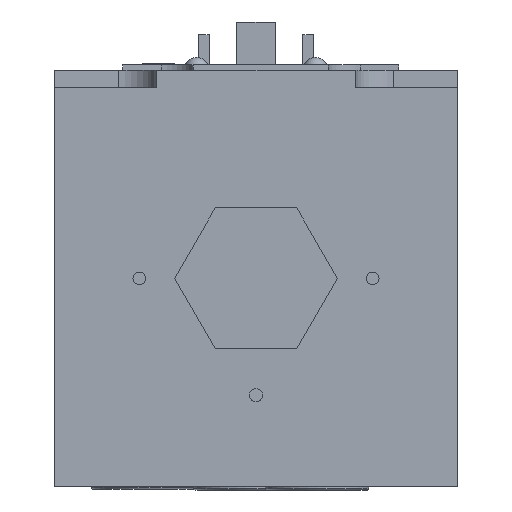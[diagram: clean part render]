
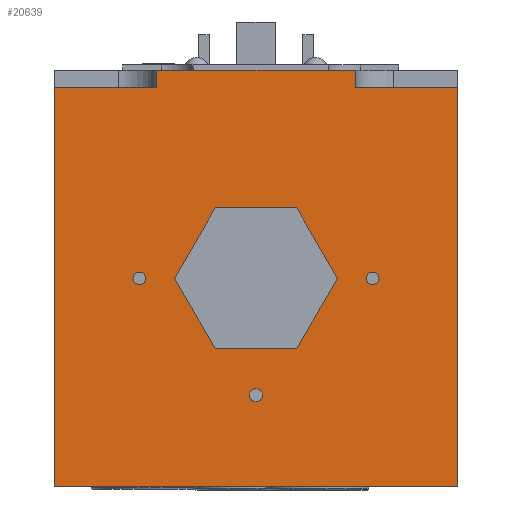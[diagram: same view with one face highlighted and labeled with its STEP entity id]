
A CAD part, left-side view. The second image highlights one B-rep face of the part: STEP entity #20639.
In plain terms, the highlighted planar face has unit normal (-1, 0, 0).
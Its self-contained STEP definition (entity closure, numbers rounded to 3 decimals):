
#1309=FACE_BOUND('',#3602,.T.);
#1310=FACE_BOUND('',#3603,.T.);
#1311=FACE_BOUND('',#3604,.T.);
#1312=FACE_BOUND('',#3605,.T.);
#1474=PLANE('',#21908);
#2520=FACE_OUTER_BOUND('',#3601,.T.);
#3601=EDGE_LOOP('',(#15625,#15626,#15627,#15628,#15629,#15630,#15631,#15632));
#3602=EDGE_LOOP('',(#15633));
#3603=EDGE_LOOP('',(#15634));
#3604=EDGE_LOOP('',(#15635));
#3605=EDGE_LOOP('',(#15636));
#4611=LINE('',#28455,#7146);
#4614=LINE('',#28461,#7149);
#4808=LINE('',#28847,#7343);
#4830=LINE('',#28883,#7365);
#4831=LINE('',#28885,#7366);
#4841=LINE('',#28904,#7376);
#4845=LINE('',#28913,#7380);
#4846=LINE('',#28914,#7381);
#7146=VECTOR('',#23411,1.);
#7149=VECTOR('',#23416,1.);
#7343=VECTOR('',#23758,1.);
#7365=VECTOR('',#23784,1.);
#7366=VECTOR('',#23787,1.);
#7376=VECTOR('',#23801,1.);
#7380=VECTOR('',#23813,1.);
#7381=VECTOR('',#23814,1.);
#9598=CIRCLE('',#21555,10.25);
#9671=CIRCLE('',#21665,1.);
#9673=CIRCLE('',#21668,1.);
#9675=CIRCLE('',#21671,1.);
#9792=VERTEX_POINT('',#27637);
#9868=VERTEX_POINT('',#27857);
#9870=VERTEX_POINT('',#27863);
#9872=VERTEX_POINT('',#27869);
#10006=VERTEX_POINT('',#28452);
#10007=VERTEX_POINT('',#28454);
#10009=VERTEX_POINT('',#28459);
#10126=VERTEX_POINT('',#28844);
#10127=VERTEX_POINT('',#28846);
#10139=VERTEX_POINT('',#28881);
#10146=VERTEX_POINT('',#28903);
#10147=VERTEX_POINT('',#28912);
#11736=EDGE_CURVE('',#9792,#9792,#9598,.T.);
#11843=EDGE_CURVE('',#9868,#9868,#9671,.T.);
#11846=EDGE_CURVE('',#9870,#9870,#9673,.T.);
#11849=EDGE_CURVE('',#9872,#9872,#9675,.T.);
#12025=EDGE_CURVE('',#10007,#10006,#4611,.T.);
#12028=EDGE_CURVE('',#10009,#10006,#4614,.T.);
#12222=EDGE_CURVE('',#10126,#10127,#4808,.T.);
#12244=EDGE_CURVE('',#10009,#10139,#4830,.T.);
#12245=EDGE_CURVE('',#10139,#10127,#4831,.T.);
#12255=EDGE_CURVE('',#10007,#10146,#4841,.T.);
#12259=EDGE_CURVE('',#10126,#10147,#4845,.T.);
#12260=EDGE_CURVE('',#10147,#10146,#4846,.T.);
#15625=ORIENTED_EDGE('',*,*,#12259,.T.);
#15626=ORIENTED_EDGE('',*,*,#12260,.T.);
#15627=ORIENTED_EDGE('',*,*,#12255,.F.);
#15628=ORIENTED_EDGE('',*,*,#12025,.T.);
#15629=ORIENTED_EDGE('',*,*,#12028,.F.);
#15630=ORIENTED_EDGE('',*,*,#12244,.T.);
#15631=ORIENTED_EDGE('',*,*,#12245,.T.);
#15632=ORIENTED_EDGE('',*,*,#12222,.F.);
#15633=ORIENTED_EDGE('',*,*,#11736,.T.);
#15634=ORIENTED_EDGE('',*,*,#11843,.T.);
#15635=ORIENTED_EDGE('',*,*,#11846,.T.);
#15636=ORIENTED_EDGE('',*,*,#11849,.T.);
#20639=ADVANCED_FACE('',(#2520,#1309,#1310,#1311,#1312),#1474,.F.);
#21555=AXIS2_PLACEMENT_3D('',#27638,#22779,#22780);
#21665=AXIS2_PLACEMENT_3D('',#27858,#23033,#23034);
#21668=AXIS2_PLACEMENT_3D('',#27864,#23040,#23041);
#21671=AXIS2_PLACEMENT_3D('',#27870,#23047,#23048);
#21908=AXIS2_PLACEMENT_3D('',#28911,#23811,#23812);
#22779=DIRECTION('center_axis',(1.,0.,0.));
#22780=DIRECTION('ref_axis',(0.,1.,0.));
#23033=DIRECTION('center_axis',(1.,0.,0.));
#23034=DIRECTION('ref_axis',(0.,1.,0.));
#23040=DIRECTION('center_axis',(1.,0.,0.));
#23041=DIRECTION('ref_axis',(0.,1.,0.));
#23047=DIRECTION('center_axis',(1.,0.,0.));
#23048=DIRECTION('ref_axis',(0.,1.,0.));
#23411=DIRECTION('',(0.,-1.,0.));
#23416=DIRECTION('',(0.,0.,-1.));
#23758=DIRECTION('',(0.,-1.,0.));
#23784=DIRECTION('',(0.,1.,0.));
#23787=DIRECTION('',(0.,0.,1.));
#23801=DIRECTION('',(0.,0.,1.));
#23811=DIRECTION('center_axis',(1.,0.,0.));
#23812=DIRECTION('ref_axis',(0.,1.,0.));
#23813=DIRECTION('',(0.,0.,-1.));
#23814=DIRECTION('',(0.,1.,0.));
#27637=CARTESIAN_POINT('',(-7.5,-33.25,32.5));
#27638=CARTESIAN_POINT('Origin',(-7.5,-23.,32.5));
#27857=CARTESIAN_POINT('',(-7.5,-42.2,32.5));
#27858=CARTESIAN_POINT('Origin',(-7.5,-41.2,32.5));
#27863=CARTESIAN_POINT('',(-7.5,-5.8,32.5));
#27864=CARTESIAN_POINT('Origin',(-7.5,-4.8,32.5));
#27869=CARTESIAN_POINT('',(-7.5,-24.,14.3));
#27870=CARTESIAN_POINT('Origin',(-7.5,-23.,14.3));
#28452=CARTESIAN_POINT('',(-7.5,-54.5,0.));
#28454=CARTESIAN_POINT('',(-7.5,8.5,0.));
#28455=CARTESIAN_POINT('',(-7.5,-23.,0.));
#28459=CARTESIAN_POINT('',(-7.5,-54.5,62.25));
#28461=CARTESIAN_POINT('',(-7.5,-54.5,32.5));
#28844=CARTESIAN_POINT('',(-7.5,-7.5,65.));
#28846=CARTESIAN_POINT('',(-7.5,-38.5,65.));
#28847=CARTESIAN_POINT('',(-7.5,-23.,65.));
#28881=CARTESIAN_POINT('',(-7.5,-38.5,62.25));
#28883=CARTESIAN_POINT('',(-7.5,-34.75,62.25));
#28885=CARTESIAN_POINT('',(-7.5,-38.5,48.063));
#28903=CARTESIAN_POINT('',(-7.5,8.5,62.25));
#28904=CARTESIAN_POINT('',(-7.5,8.5,32.5));
#28911=CARTESIAN_POINT('Origin',(-7.5,-23.,32.5));
#28912=CARTESIAN_POINT('',(-7.5,-7.5,62.25));
#28913=CARTESIAN_POINT('',(-7.5,-7.5,48.063));
#28914=CARTESIAN_POINT('',(-7.5,-11.25,62.25));
